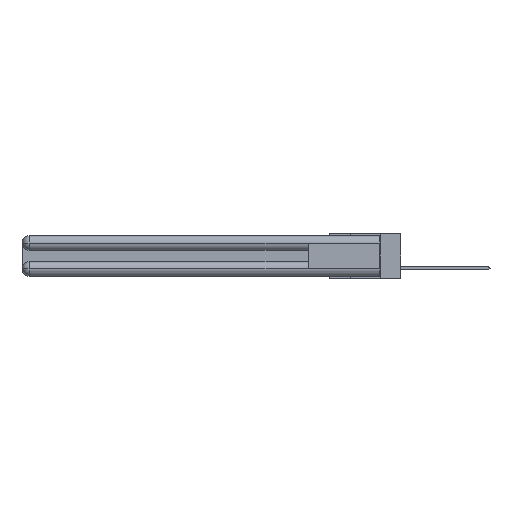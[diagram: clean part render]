
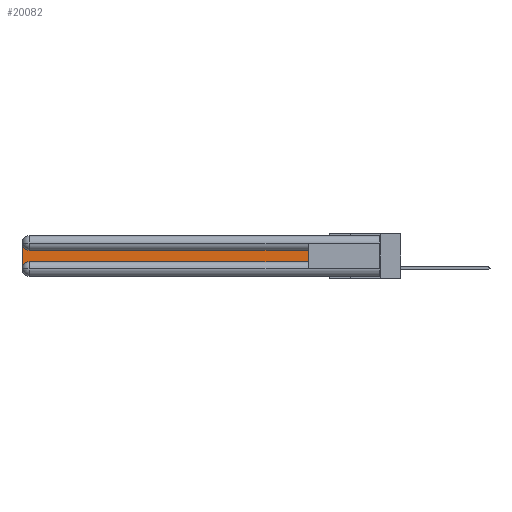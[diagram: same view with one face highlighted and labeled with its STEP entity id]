
A CAD part, left-side view. The second image highlights one B-rep face of the part: STEP entity #20082.
In plain terms, the highlighted planar face has unit normal (-1, 0, 0).
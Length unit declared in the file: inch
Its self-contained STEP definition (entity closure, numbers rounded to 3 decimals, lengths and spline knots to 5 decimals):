
#379 = ORIENTED_EDGE ( 'NONE', *, *, #30542, .T. ) ;
#472 = FACE_OUTER_BOUND ( 'NONE', #5903, .T. ) ;
#1022 = LINE ( 'NONE', #18276, #3356 ) ;
#1328 = AXIS2_PLACEMENT_3D ( 'NONE', #29932, #20056, #12317 ) ;
#1370 = CARTESIAN_POINT ( 'NONE',  ( 0.075, 3., -0.0625 ) ) ;
#1923 = ORIENTED_EDGE ( 'NONE', *, *, #14452, .T. ) ;
#2546 = DIRECTION ( 'NONE',  ( 0., 0., -1. ) ) ;
#3204 = VERTEX_POINT ( 'NONE', #24455 ) ;
#3356 = VECTOR ( 'NONE', #7767, 39.37008 ) ;
#3451 = AXIS2_PLACEMENT_3D ( 'NONE', #27513, #25146, #2546 ) ;
#5006 = VERTEX_POINT ( 'NONE', #22835 ) ;
#5733 = LINE ( 'NONE', #18376, #8108 ) ;
#5903 = EDGE_LOOP ( 'NONE', ( #6476, #18439, #379, #28551, #27223, #1923 ) ) ;
#6476 = ORIENTED_EDGE ( 'NONE', *, *, #16596, .T. ) ;
#6957 = CARTESIAN_POINT ( 'NONE',  ( 0.075, 0.6, -0.1225 ) ) ;
#7767 = DIRECTION ( 'NONE',  ( 0., 0., 1. ) ) ;
#7984 = VERTEX_POINT ( 'NONE', #1370 ) ;
#8108 = VECTOR ( 'NONE', #12945, 39.37008 ) ;
#9595 = VERTEX_POINT ( 'NONE', #6957 ) ;
#10471 = AXIS2_PLACEMENT_3D ( 'NONE', #25698, #13769, #13875 ) ;
#12317 = DIRECTION ( 'NONE',  ( 0., 0., -1. ) ) ;
#12405 = CARTESIAN_POINT ( 'NONE',  ( 0.075, 3., -0.2175 ) ) ;
#12612 = DIRECTION ( 'NONE',  ( 0., 0., -1. ) ) ;
#12945 = DIRECTION ( 'NONE',  ( 0., -1., 0. ) ) ;
#13129 = VECTOR ( 'NONE', #32403, 39.37008 ) ;
#13769 = DIRECTION ( 'NONE',  ( 1., 0., 0. ) ) ;
#13875 = DIRECTION ( 'NONE',  ( 0., 0., -1. ) ) ;
#14452 = EDGE_CURVE ( 'NONE', #3204, #9595, #1022, .T. ) ;
#15639 = VECTOR ( 'NONE', #12612, 39.37008 ) ;
#16388 = EDGE_CURVE ( 'NONE', #18165, #18333, #27018, .T. ) ;
#16596 = EDGE_CURVE ( 'NONE', #9595, #5006, #19862, .T. ) ;
#17131 = CARTESIAN_POINT ( 'NONE',  ( 0.075, 0.6, -0.1225 ) ) ;
#18165 = VERTEX_POINT ( 'NONE', #22366 ) ;
#18276 = CARTESIAN_POINT ( 'NONE',  ( 0.075, 0.6, -0.2175 ) ) ;
#18333 = VERTEX_POINT ( 'NONE', #31985 ) ;
#18376 = CARTESIAN_POINT ( 'NONE',  ( 0.075, 0.6, -0.2175 ) ) ;
#18439 = ORIENTED_EDGE ( 'NONE', *, *, #21941, .T. ) ;
#19862 = LINE ( 'NONE', #17131, #13129 ) ;
#20056 = DIRECTION ( 'NONE',  ( 1., 0., 0. ) ) ;
#20082 = ADVANCED_FACE ( 'NONE', ( #472 ), #22826, .F. ) ;
#21941 = EDGE_CURVE ( 'NONE', #5006, #7984, #30845, .T. ) ;
#22366 = CARTESIAN_POINT ( 'NONE',  ( 0.075, 3., -0.2775 ) ) ;
#22826 = PLANE ( 'NONE',  #3451 ) ;
#22835 = CARTESIAN_POINT ( 'NONE',  ( 0.075, 2.94, -0.1225 ) ) ;
#23142 = LINE ( 'NONE', #12405, #15639 ) ;
#24455 = CARTESIAN_POINT ( 'NONE',  ( 0.075, 0.6, -0.2175 ) ) ;
#25146 = DIRECTION ( 'NONE',  ( 1., 0., 0. ) ) ;
#25698 = CARTESIAN_POINT ( 'NONE',  ( 0.075, 2.94, -0.0625 ) ) ;
#26980 = EDGE_CURVE ( 'NONE', #18333, #3204, #5733, .T. ) ;
#27018 = CIRCLE ( 'NONE', #1328, 0.06 ) ;
#27223 = ORIENTED_EDGE ( 'NONE', *, *, #26980, .T. ) ;
#27513 = CARTESIAN_POINT ( 'NONE',  ( 0.075, 3., -0.1225 ) ) ;
#28551 = ORIENTED_EDGE ( 'NONE', *, *, #16388, .T. ) ;
#29932 = CARTESIAN_POINT ( 'NONE',  ( 0.075, 2.94, -0.2775 ) ) ;
#30542 = EDGE_CURVE ( 'NONE', #7984, #18165, #23142, .T. ) ;
#30845 = CIRCLE ( 'NONE', #10471, 0.06 ) ;
#31985 = CARTESIAN_POINT ( 'NONE',  ( 0.075, 2.94, -0.2175 ) ) ;
#32403 = DIRECTION ( 'NONE',  ( 0., 1., 0. ) ) ;
